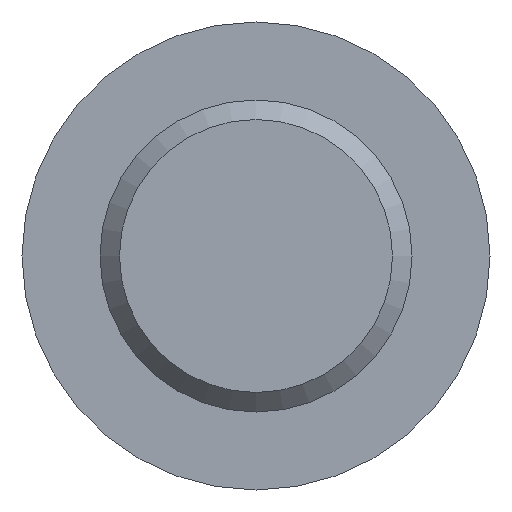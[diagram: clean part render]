
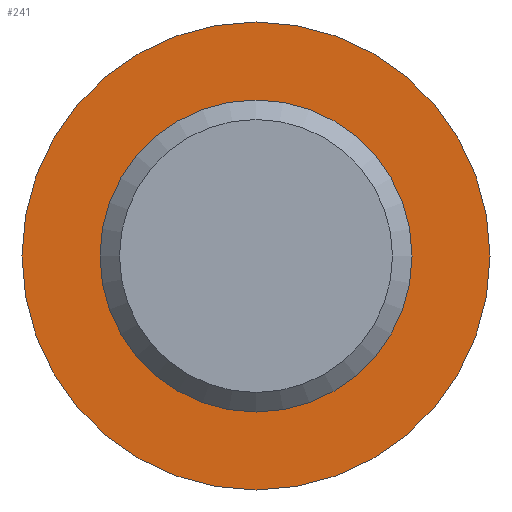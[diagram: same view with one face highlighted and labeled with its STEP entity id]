
A CAD part, front view. The second image highlights one B-rep face of the part: STEP entity #241.
In plain terms, the highlighted planar face has unit normal (0, -1, 0).
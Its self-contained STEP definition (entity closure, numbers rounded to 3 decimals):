
#35 = CARTESIAN_POINT ( 'NONE',  ( 0., 80., 0. ) ) ;
#44 = AXIS2_PLACEMENT_3D ( 'NONE', #468, #93, #58 ) ;
#46 = CARTESIAN_POINT ( 'NONE',  ( 0., 80., -15. ) ) ;
#58 = DIRECTION ( 'NONE',  ( 0., 0., 1. ) ) ;
#89 = ORIENTED_EDGE ( 'NONE', *, *, #418, .F. ) ;
#91 = EDGE_LOOP ( 'NONE', ( #531 ) ) ;
#93 = DIRECTION ( 'NONE',  ( 0., 1., 0. ) ) ;
#107 = CARTESIAN_POINT ( 'NONE',  ( 0., 80., -10. ) ) ;
#159 = CARTESIAN_POINT ( 'NONE',  ( 0., 80., 0. ) ) ;
#175 = CIRCLE ( 'NONE', #263, 15. ) ;
#185 = AXIS2_PLACEMENT_3D ( 'NONE', #159, #317, #519 ) ;
#210 = DIRECTION ( 'NONE',  ( 0., -1., 0. ) ) ;
#241 = ADVANCED_FACE ( 'NONE', ( #309, #376 ), #383, .F. ) ;
#256 = EDGE_LOOP ( 'NONE', ( #89 ) ) ;
#263 = AXIS2_PLACEMENT_3D ( 'NONE', #35, #210, #368 ) ;
#309 = FACE_BOUND ( 'NONE', #256, .T. ) ;
#317 = DIRECTION ( 'NONE',  ( 0., -1., 0. ) ) ;
#368 = DIRECTION ( 'NONE',  ( 0., 0., -1. ) ) ;
#376 = FACE_OUTER_BOUND ( 'NONE', #91, .T. ) ;
#383 = PLANE ( 'NONE',  #44 ) ;
#411 = VERTEX_POINT ( 'NONE', #46 ) ;
#418 = EDGE_CURVE ( 'NONE', #419, #419, #524, .T. ) ;
#419 = VERTEX_POINT ( 'NONE', #107 ) ;
#468 = CARTESIAN_POINT ( 'NONE',  ( -10., 80., 0. ) ) ;
#474 = EDGE_CURVE ( 'NONE', #411, #411, #175, .T. ) ;
#519 = DIRECTION ( 'NONE',  ( 0., 0., -1. ) ) ;
#524 = CIRCLE ( 'NONE', #185, 10. ) ;
#531 = ORIENTED_EDGE ( 'NONE', *, *, #474, .T. ) ;
